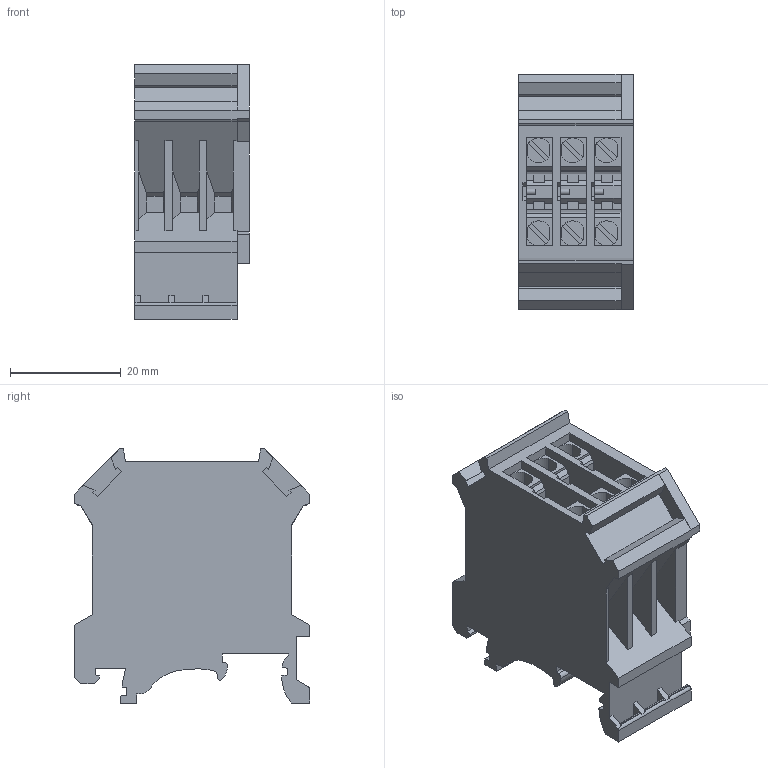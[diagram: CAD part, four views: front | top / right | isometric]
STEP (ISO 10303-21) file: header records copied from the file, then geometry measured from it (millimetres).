
FILE_DESCRIPTION(('Creo Elements/Direct Modeling STEP Export'),'2;1');
FILE_NAME('model.stp','2020-06-03T12:32:02',(''),(''),'Creo Elements/Direct Modeling STEP processor for AP214 (Solid Model)','Creo Elements/Direct Modeling 20.1A 29-Sep-2018 (C) Parametric Technology GmbH','');
FILE_SCHEMA(('AUTOMOTIVE_DESIGN { 1 0 10303 214 1 1 1 1 }'));
Length unit declared in the file: millimetre
Products named in the file (2): URELG_3-select
Assembly tree (1 placements, depth 2):
  URELG_3-select
    URELG_3-select
Bounding box: 20.65 x 42.5 x 45.9 mm (x, y, z)
Volume: 24219.3 mm3; surface area: 11168.3 mm2
Topology: 1 solids, 1 shells, 450 faces, 1268 edges, 829 vertices
Faces by surface type: plane 413, cylinder 37
Entity records: 14925 total; most frequent: ORIENTED_EDGE 2536, CARTESIAN_POINT 2487, DIRECTION 2166, EDGE_CURVE 1268, VECTOR 1150, LINE 1150, VERTEX_POINT 829, AXIS2_PLACEMENT_3D 508
